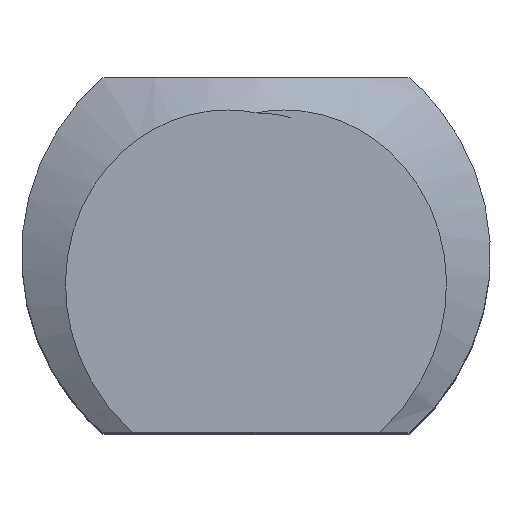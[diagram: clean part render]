
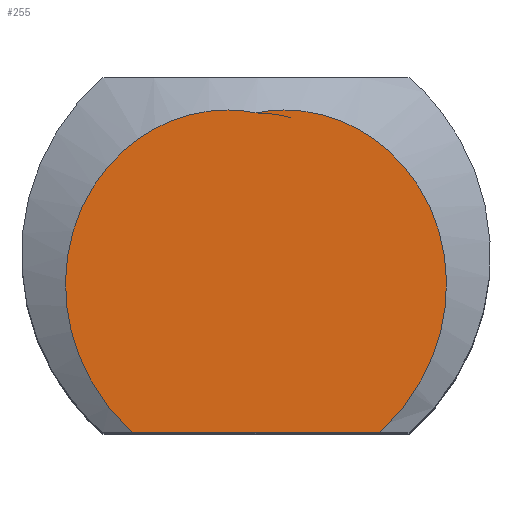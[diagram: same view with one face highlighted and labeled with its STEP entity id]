
A CAD part, top view. The second image highlights one B-rep face of the part: STEP entity #255.
In plain terms, the highlighted planar face has unit normal (0, 0, 1).
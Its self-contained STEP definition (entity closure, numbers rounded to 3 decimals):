
#21 = EDGE_CURVE('',#22,#24,#26,.T.);
#22 = VERTEX_POINT('',#23);
#23 = CARTESIAN_POINT('',(1.744,-2.5,15.));
#24 = VERTEX_POINT('',#25);
#25 = CARTESIAN_POINT('',(0.,2.001,15.));
#26 = B_SPLINE_CURVE_WITH_KNOTS('',6,(#27,#28,#29,#30,#31,#32,#33,#34,
    #35,#36,#37,#38,#39,#40,#41,#42,#43,#44,#45,#46,#47,#48,#49,#50,#51,
    #52,#53,#54,#55,#56,#57,#58,#59,#60,#61,#62,#63),.UNSPECIFIED.,.F.,
  .F.,(7,5,5,5,5,5,5,7),(0.,0.19,0.354,0.495
    ,0.621,0.731,0.831,1.),.UNSPECIFIED.);
#27 = CARTESIAN_POINT('',(0.,-3.3,15.));
#28 = CARTESIAN_POINT('',(0.272,-3.266,15.));
#29 = CARTESIAN_POINT('',(0.54,-3.205,15.));
#30 = CARTESIAN_POINT('',(0.801,-3.116,15.));
#31 = CARTESIAN_POINT('',(1.052,-3.001,15.));
#32 = CARTESIAN_POINT('',(1.287,-2.861,15.));
#33 = CARTESIAN_POINT('',(1.694,-2.557,15.));
#34 = CARTESIAN_POINT('',(1.869,-2.399,15.));
#35 = CARTESIAN_POINT('',(2.028,-2.226,15.));
#36 = CARTESIAN_POINT('',(2.171,-2.038,15.));
#37 = CARTESIAN_POINT('',(2.294,-1.838,15.));
#38 = CARTESIAN_POINT('',(2.485,-1.448,15.));
#39 = CARTESIAN_POINT('',(2.558,-1.259,15.));
#40 = CARTESIAN_POINT('',(2.615,-1.065,15.));
#41 = CARTESIAN_POINT('',(2.655,-0.868,15.));
#42 = CARTESIAN_POINT('',(2.677,-0.668,15.));
#43 = CARTESIAN_POINT('',(2.685,-0.291,15.));
#44 = CARTESIAN_POINT('',(2.675,-0.114,15.));
#45 = CARTESIAN_POINT('',(2.651,0.062,15.));
#46 = CARTESIAN_POINT('',(2.613,0.235,15.));
#47 = CARTESIAN_POINT('',(2.561,0.403,15.));
#48 = CARTESIAN_POINT('',(2.437,0.71,15.));
#49 = CARTESIAN_POINT('',(2.369,0.849,15.));
#50 = CARTESIAN_POINT('',(2.29,0.982,15.));
#51 = CARTESIAN_POINT('',(2.202,1.109,15.));
#52 = CARTESIAN_POINT('',(2.104,1.229,15.));
#53 = CARTESIAN_POINT('',(1.904,1.439,15.));
#54 = CARTESIAN_POINT('',(1.803,1.532,15.));
#55 = CARTESIAN_POINT('',(1.695,1.617,15.));
#56 = CARTESIAN_POINT('',(1.582,1.695,15.));
#57 = CARTESIAN_POINT('',(1.464,1.763,15.));
#58 = CARTESIAN_POINT('',(1.133,1.925,15.));
#59 = CARTESIAN_POINT('',(0.912,2.,15.));
#60 = CARTESIAN_POINT('',(0.684,2.046,15.));
#61 = CARTESIAN_POINT('',(0.452,2.062,15.));
#62 = CARTESIAN_POINT('',(0.222,2.047,15.));
#63 = CARTESIAN_POINT('',(0.,2.001,15.));
#255 = ADVANCED_FACE('',(#256),#314,.T.);
#256 = FACE_BOUND('',#257,.T.);
#257 = EDGE_LOOP('',(#258,#307,#313));
#258 = ORIENTED_EDGE('',*,*,#259,.F.);
#259 = EDGE_CURVE('',#260,#24,#262,.T.);
#260 = VERTEX_POINT('',#261);
#261 = CARTESIAN_POINT('',(-1.744,-2.5,15.));
#262 = B_SPLINE_CURVE_WITH_KNOTS('',7,(#263,#264,#265,#266,#267,#268,
    #269,#270,#271,#272,#273,#274,#275,#276,#277,#278,#279,#280,#281,
    #282,#283,#284,#285,#286,#287,#288,#289,#290,#291,#292,#293,#294,
    #295,#296,#297,#298,#299,#300,#301,#302,#303,#304,#305,#306),
  .UNSPECIFIED.,.F.,.F.,(8,6,6,6,6,6,6,8),(0.,0.191,
    0.354,0.495,0.621,0.731,
    0.831,1.),.UNSPECIFIED.);
#263 = CARTESIAN_POINT('',(0.,-3.3,15.));
#264 = CARTESIAN_POINT('',(-0.235,-3.271,15.));
#265 = CARTESIAN_POINT('',(-0.466,-3.221,15.));
#266 = CARTESIAN_POINT('',(-0.694,-3.153,15.));
#267 = CARTESIAN_POINT('',(-0.914,-3.065,15.));
#268 = CARTESIAN_POINT('',(-1.125,-2.958,15.));
#269 = CARTESIAN_POINT('',(-1.326,-2.833,15.));
#270 = CARTESIAN_POINT('',(-1.673,-2.572,15.));
#271 = CARTESIAN_POINT('',(-1.824,-2.439,15.));
#272 = CARTESIAN_POINT('',(-1.963,-2.296,15.));
#273 = CARTESIAN_POINT('',(-2.092,-2.142,15.));
#274 = CARTESIAN_POINT('',(-2.207,-1.978,15.));
#275 = CARTESIAN_POINT('',(-2.309,-1.807,15.));
#276 = CARTESIAN_POINT('',(-2.472,-1.473,15.));
#277 = CARTESIAN_POINT('',(-2.537,-1.313,15.));
#278 = CARTESIAN_POINT('',(-2.591,-1.149,15.));
#279 = CARTESIAN_POINT('',(-2.632,-0.981,15.));
#280 = CARTESIAN_POINT('',(-2.661,-0.811,15.));
#281 = CARTESIAN_POINT('',(-2.678,-0.639,15.));
#282 = CARTESIAN_POINT('',(-2.685,-0.316,15.));
#283 = CARTESIAN_POINT('',(-2.678,-0.165,15.));
#284 = CARTESIAN_POINT('',(-2.661,-0.014,15.));
#285 = CARTESIAN_POINT('',(-2.635,0.136,15.));
#286 = CARTESIAN_POINT('',(-2.598,0.283,15.));
#287 = CARTESIAN_POINT('',(-2.551,0.426,15.));
#288 = CARTESIAN_POINT('',(-2.445,0.689,15.));
#289 = CARTESIAN_POINT('',(-2.388,0.809,15.));
#290 = CARTESIAN_POINT('',(-2.324,0.925,15.));
#291 = CARTESIAN_POINT('',(-2.252,1.037,15.));
#292 = CARTESIAN_POINT('',(-2.174,1.144,15.));
#293 = CARTESIAN_POINT('',(-2.089,1.245,15.));
#294 = CARTESIAN_POINT('',(-1.918,1.425,15.));
#295 = CARTESIAN_POINT('',(-1.832,1.506,15.));
#296 = CARTESIAN_POINT('',(-1.741,1.581,15.));
#297 = CARTESIAN_POINT('',(-1.647,1.65,15.));
#298 = CARTESIAN_POINT('',(-1.548,1.714,15.));
#299 = CARTESIAN_POINT('',(-1.446,1.772,15.));
#300 = CARTESIAN_POINT('',(-1.163,1.91,15.));
#301 = CARTESIAN_POINT('',(-0.975,1.978,15.));
#302 = CARTESIAN_POINT('',(-0.782,2.026,15.));
#303 = CARTESIAN_POINT('',(-0.584,2.053,15.));
#304 = CARTESIAN_POINT('',(-0.386,2.058,15.));
#305 = CARTESIAN_POINT('',(-0.19,2.04,15.));
#306 = CARTESIAN_POINT('',(0.,2.001,15.));
#307 = ORIENTED_EDGE('',*,*,#308,.F.);
#308 = EDGE_CURVE('',#22,#260,#309,.T.);
#309 = LINE('',#310,#311);
#310 = CARTESIAN_POINT('',(1.5,-2.5,15.));
#311 = VECTOR('',#312,1.);
#312 = DIRECTION('',(-1.,0.,0.));
#313 = ORIENTED_EDGE('',*,*,#21,.T.);
#314 = PLANE('',#315);
#315 = AXIS2_PLACEMENT_3D('',#316,#317,#318);
#316 = CARTESIAN_POINT('',(7.5,-42.156,15.));
#317 = DIRECTION('',(0.,0.,1.));
#318 = DIRECTION('',(-1.,0.,0.));
